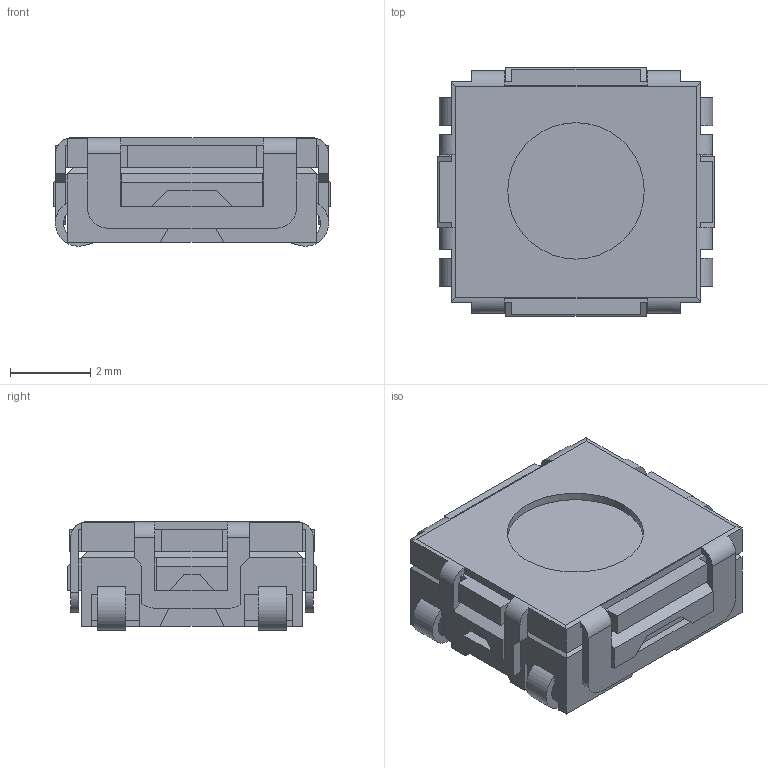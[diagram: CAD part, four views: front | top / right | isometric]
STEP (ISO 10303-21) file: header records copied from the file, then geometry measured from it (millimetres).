
FILE_DESCRIPTION((' '),'2;1');
FILE_NAME('TL6700NFxxxQJ.stp','2017-07-19T15:00:26',(' '),(' '),' ','ACIS',' ');
FILE_SCHEMA(('CONFIG_CONTROL_DESIGN'));
Length unit declared in the file: inch
Products named in the file (1): TL6700NFxxxQJ.stp
Bounding box: 6.9 x 6.2 x 2.7 mm (x, y, z)
Volume: 80.5 mm3; surface area: 297.8 mm2
Topology: 1 solids, 6 shells, 339 faces, 996 edges, 648 vertices
Faces by surface type: plane 292, cylinder 47
Full cylindrical faces by diameter (mm): 0.8 x1, 1 x1, 1.5 x1, 3.4 x1
Entity records: 11221 total; most frequent: CARTESIAN_POINT 1990, ORIENTED_EDGE 1984, DIRECTION 1768, EDGE_CURVE 992, VECTOR 892, LINE 892, VERTEX_POINT 648, AXIS2_PLACEMENT_3D 438
